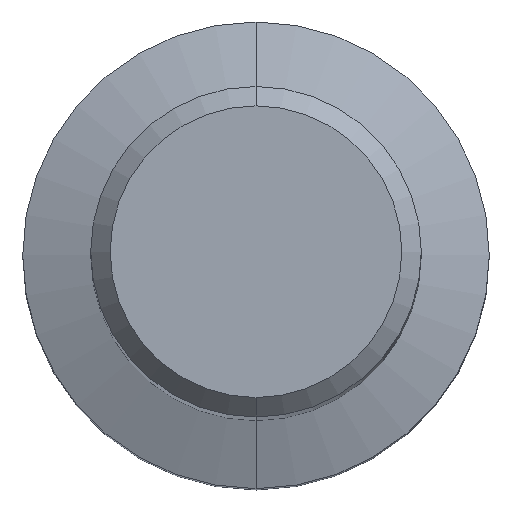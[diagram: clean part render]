
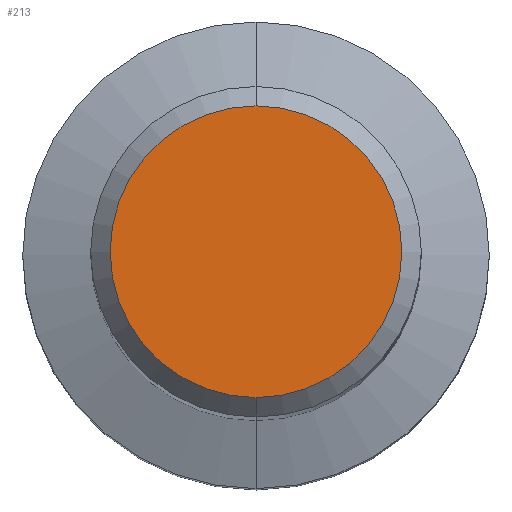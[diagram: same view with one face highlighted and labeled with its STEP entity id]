
A CAD part, top view. The second image highlights one B-rep face of the part: STEP entity #213.
In plain terms, the highlighted planar face has unit normal (0, 0, 1).
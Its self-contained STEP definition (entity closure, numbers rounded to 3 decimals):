
#213=ADVANCED_FACE('',(#568),#569,.T.);
#247=VERTEX_POINT('',#605);
#329=EDGE_CURVE('',#355,#247,#696,.T.);
#355=VERTEX_POINT('',#726);
#519=EDGE_CURVE('',#247,#355,#910,.T.);
#568=FACE_OUTER_BOUND('',#956,.T.);
#569=PLANE('',#957);
#605=CARTESIAN_POINT('',(0.,-3.75,0.0));
#696=CIRCLE('',#1209,3.75);
#726=CARTESIAN_POINT('',(0.0,3.75,0.0));
#910=CIRCLE('',#1629,3.75);
#956=EDGE_LOOP('',(#1663,#1664));
#957=AXIS2_PLACEMENT_3D('',#1665,#1666,#1667);
#1209=AXIS2_PLACEMENT_3D('',#1786,#1787,#1788);
#1629=AXIS2_PLACEMENT_3D('',#2065,#2066,#2067);
#1663=ORIENTED_EDGE('',*,*,#329,.F.);
#1664=ORIENTED_EDGE('',*,*,#519,.F.);
#1665=CARTESIAN_POINT('',(0.0,1.875,0.0));
#1666=DIRECTION('',(-0.0,0.0,1.0));
#1667=DIRECTION('',(0.0,-1.0,0.0));
#1786=CARTESIAN_POINT('',(0.0,0.0,0.0));
#1787=DIRECTION('',(0.0,0.0,-1.0));
#1788=DIRECTION('',(0.0,1.0,0.0));
#2065=CARTESIAN_POINT('',(0.0,0.0,0.0));
#2066=DIRECTION('',(0.0,0.0,-1.0));
#2067=DIRECTION('',(0.0,1.0,0.0));
